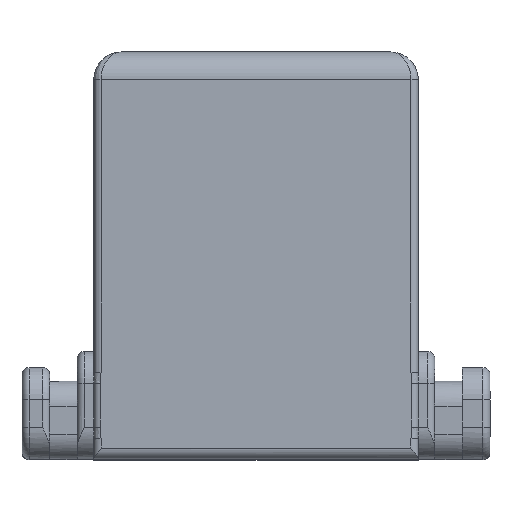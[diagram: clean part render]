
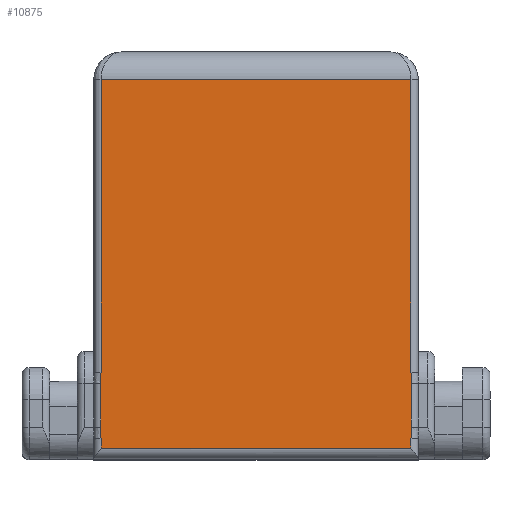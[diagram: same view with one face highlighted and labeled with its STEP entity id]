
A CAD part, top view. The second image highlights one B-rep face of the part: STEP entity #10875.
In plain terms, the highlighted face is planar.
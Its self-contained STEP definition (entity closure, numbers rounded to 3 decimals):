
#16 = ORIENTED_EDGE ( 'NONE', *, *, #4105, .T. ) ;
#33 = CARTESIAN_POINT ( 'NONE',  ( 2.811, 0., -8.89 ) ) ;
#44 = CARTESIAN_POINT ( 'NONE',  ( 0., 0., -8.89 ) ) ;
#100 = ORIENTED_EDGE ( 'NONE', *, *, #7442, .T. ) ;
#165 = B_SPLINE_CURVE_WITH_KNOTS ( 'NONE', 3,
 ( #2509, #6638, #5906, #1564, #4137, #4947, #10807, #8508, #3286, #5832 ),
 .UNSPECIFIED., .F., .F.,
 ( 4, 3, 3, 4 ),
 ( 0., 0., 0., 0. ),
 .UNSPECIFIED. ) ;
#339 = CARTESIAN_POINT ( 'NONE',  ( 2.811, -2.315, -8.89 ) ) ;
#408 = CARTESIAN_POINT ( 'NONE',  ( 2.805, -2.133, -8.89 ) ) ;
#413 = CARTESIAN_POINT ( 'NONE',  ( 2.805, -3.685, -8.89 ) ) ;
#513 = CARTESIAN_POINT ( 'NONE',  ( -2.805, -2.141, -8.89 ) ) ;
#579 = VERTEX_POINT ( 'NONE', #2433 ) ;
#872 = VERTEX_POINT ( 'NONE', #5028 ) ;
#1153 = CARTESIAN_POINT ( 'NONE',  ( 2.805, -3.31, -8.89 ) ) ;
#1257 = CARTESIAN_POINT ( 'NONE',  ( -2.811, -2.315, -8.89 ) ) ;
#1292 = CARTESIAN_POINT ( 'NONE',  ( -2.811, -2.262, -8.89 ) ) ;
#1443 = FACE_OUTER_BOUND ( 'NONE', #5956, .T. ) ;
#1564 = CARTESIAN_POINT ( 'NONE',  ( -2.805, -3.287, -8.89 ) ) ;
#1667 = ORIENTED_EDGE ( 'NONE', *, *, #5682, .T. ) ;
#1825 = VERTEX_POINT ( 'NONE', #4324 ) ;
#1835 = EDGE_CURVE ( 'NONE', #9330, #579, #8891, .T. ) ;
#1851 = CARTESIAN_POINT ( 'NONE',  ( -2.805, 3.185, -8.89 ) ) ;
#1913 = CARTESIAN_POINT ( 'NONE',  ( -2.805, 3.685, -8.89 ) ) ;
#1922 = VECTOR ( 'NONE', #3637, 1000. ) ;
#1978 = CARTESIAN_POINT ( 'NONE',  ( 2.805, -3.31, -8.89 ) ) ;
#2117 = CARTESIAN_POINT ( 'NONE',  ( 2.81, -2.283, -8.89 ) ) ;
#2144 = LINE ( 'NONE', #413, #10438 ) ;
#2348 = EDGE_CURVE ( 'NONE', #4804, #6693, #2144, .T. ) ;
#2433 = CARTESIAN_POINT ( 'NONE',  ( 2.811, -3.105, -8.89 ) ) ;
#2509 = CARTESIAN_POINT ( 'NONE',  ( -2.805, -3.31, -8.89 ) ) ;
#2549 = EDGE_CURVE ( 'NONE', #4173, #10196, #6381, .T. ) ;
#2624 = CARTESIAN_POINT ( 'NONE',  ( 2.808, -3.21, -8.89 ) ) ;
#2648 = VECTOR ( 'NONE', #2839, 1000. ) ;
#2704 = CARTESIAN_POINT ( 'NONE',  ( 2.805, -2.11, -8.89 ) ) ;
#2839 = DIRECTION ( 'NONE',  ( 1., 0., 0. ) ) ;
#2962 = CARTESIAN_POINT ( 'NONE',  ( 2.805, -3.294, -8.89 ) ) ;
#2998 = ORIENTED_EDGE ( 'NONE', *, *, #10103, .T. ) ;
#3016 = VERTEX_POINT ( 'NONE', #7733 ) ;
#3164 = CARTESIAN_POINT ( 'NONE',  ( 2.805, -2.11, -8.89 ) ) ;
#3286 = CARTESIAN_POINT ( 'NONE',  ( -2.811, -3.121, -8.89 ) ) ;
#3345 = B_SPLINE_CURVE_WITH_KNOTS ( 'NONE', 3,
 ( #2704, #4301, #7878, #408, #7953, #7140, #7991, #2117, #8731, #339 ),
 .UNSPECIFIED., .F., .F.,
 ( 4, 3, 3, 4 ),
 ( 0., 0., 0., 0. ),
 .UNSPECIFIED. ) ;
#3352 = ORIENTED_EDGE ( 'NONE', *, *, #2348, .T. ) ;
#3482 = CARTESIAN_POINT ( 'NONE',  ( 2.805, -3.279, -8.89 ) ) ;
#3637 = DIRECTION ( 'NONE',  ( 0., 1., 0. ) ) ;
#3861 = CARTESIAN_POINT ( 'NONE',  ( 2.805, -3.485, -8.89 ) ) ;
#3877 = CARTESIAN_POINT ( 'NONE',  ( -2.808, -2.21, -8.89 ) ) ;
#3902 = B_SPLINE_CURVE_WITH_KNOTS ( 'NONE', 3,
 ( #7843, #6179, #2624, #8556, #3482, #2962, #1978 ),
 .UNSPECIFIED., .F., .F.,
 ( 4, 3, 4 ),
 ( 0., 0., 0. ),
 .UNSPECIFIED. ) ;
#3921 = CARTESIAN_POINT ( 'NONE',  ( -2.811, 0., -8.89 ) ) ;
#3942 = CARTESIAN_POINT ( 'NONE',  ( -2.805, -2.11, -8.89 ) ) ;
#3998 = DIRECTION ( 'NONE',  ( 0., 1., 0. ) ) ;
#4100 = LINE ( 'NONE', #8712, #2648 ) ;
#4105 = EDGE_CURVE ( 'NONE', #579, #7427, #3902, .T. ) ;
#4137 = CARTESIAN_POINT ( 'NONE',  ( -2.806, -3.242, -8.89 ) ) ;
#4173 = VERTEX_POINT ( 'NONE', #5353 ) ;
#4301 = CARTESIAN_POINT ( 'NONE',  ( 2.805, -2.117, -8.89 ) ) ;
#4324 = CARTESIAN_POINT ( 'NONE',  ( -2.805, -3.485, -8.89 ) ) ;
#4489 = ORIENTED_EDGE ( 'NONE', *, *, #10051, .T. ) ;
#4684 = VERTEX_POINT ( 'NONE', #1851 ) ;
#4740 = CARTESIAN_POINT ( 'NONE',  ( -2.805, -2.11, -8.89 ) ) ;
#4804 = VERTEX_POINT ( 'NONE', #5528 ) ;
#4891 = LINE ( 'NONE', #10250, #9118 ) ;
#4947 = CARTESIAN_POINT ( 'NONE',  ( -2.809, -3.197, -8.89 ) ) ;
#4962 = ORIENTED_EDGE ( 'NONE', *, *, #6949, .T. ) ;
#5028 = CARTESIAN_POINT ( 'NONE',  ( -2.805, -3.31, -8.89 ) ) ;
#5101 = ORIENTED_EDGE ( 'NONE', *, *, #7695, .T. ) ;
#5104 = PLANE ( 'NONE',  #7968 ) ;
#5325 = ORIENTED_EDGE ( 'NONE', *, *, #6247, .T. ) ;
#5353 = CARTESIAN_POINT ( 'NONE',  ( -2.811, -2.315, -8.89 ) ) ;
#5417 = CARTESIAN_POINT ( 'NONE',  ( 2.805, -3.685, -8.89 ) ) ;
#5528 = CARTESIAN_POINT ( 'NONE',  ( 2.805, 3.185, -8.89 ) ) ;
#5595 = VECTOR ( 'NONE', #5757, 1000. ) ;
#5682 = EDGE_CURVE ( 'NONE', #6693, #9330, #3345, .T. ) ;
#5757 = DIRECTION ( 'NONE',  ( -1., 0., 0. ) ) ;
#5832 = CARTESIAN_POINT ( 'NONE',  ( -2.811, -3.105, -8.89 ) ) ;
#5906 = CARTESIAN_POINT ( 'NONE',  ( -2.805, -3.295, -8.89 ) ) ;
#5954 = DIRECTION ( 'NONE',  ( 1., 0., 0. ) ) ;
#5956 = EDGE_LOOP ( 'NONE', ( #4489, #2998, #3352, #1667, #10647, #16, #4962, #5101, #100, #5325, #7218, #7245 ) ) ;
#6115 = VECTOR ( 'NONE', #3998, 1000. ) ;
#6179 = CARTESIAN_POINT ( 'NONE',  ( 2.811, -3.158, -8.89 ) ) ;
#6247 = EDGE_CURVE ( 'NONE', #872, #3016, #165, .T. ) ;
#6254 = DIRECTION ( 'NONE',  ( 0., -1., 0. ) ) ;
#6381 = B_SPLINE_CURVE_WITH_KNOTS ( 'NONE', 3,
 ( #1257, #1292, #3877, #9917, #513, #8197, #3942 ),
 .UNSPECIFIED., .F., .F.,
 ( 4, 3, 4 ),
 ( 0., 0., 0. ),
 .UNSPECIFIED. ) ;
#6638 = CARTESIAN_POINT ( 'NONE',  ( -2.805, -3.303, -8.89 ) ) ;
#6693 = VERTEX_POINT ( 'NONE', #3164 ) ;
#6949 = EDGE_CURVE ( 'NONE', #7427, #8643, #10091, .T. ) ;
#7060 = LINE ( 'NONE', #7520, #5595 ) ;
#7140 = CARTESIAN_POINT ( 'NONE',  ( 2.809, -2.223, -8.89 ) ) ;
#7184 = VECTOR ( 'NONE', #9333, 1000. ) ;
#7218 = ORIENTED_EDGE ( 'NONE', *, *, #9276, .T. ) ;
#7245 = ORIENTED_EDGE ( 'NONE', *, *, #2549, .T. ) ;
#7427 = VERTEX_POINT ( 'NONE', #1153 ) ;
#7442 = EDGE_CURVE ( 'NONE', #1825, #872, #8397, .T. ) ;
#7520 = CARTESIAN_POINT ( 'NONE',  ( -2.805, -3.485, -8.89 ) ) ;
#7695 = EDGE_CURVE ( 'NONE', #8643, #1825, #7060, .T. ) ;
#7733 = CARTESIAN_POINT ( 'NONE',  ( -2.811, -3.105, -8.89 ) ) ;
#7843 = CARTESIAN_POINT ( 'NONE',  ( 2.811, -3.105, -8.89 ) ) ;
#7878 = CARTESIAN_POINT ( 'NONE',  ( 2.805, -2.125, -8.89 ) ) ;
#7953 = CARTESIAN_POINT ( 'NONE',  ( 2.806, -2.178, -8.89 ) ) ;
#7968 = AXIS2_PLACEMENT_3D ( 'NONE', #44, #8476, #5954 ) ;
#7991 = CARTESIAN_POINT ( 'NONE',  ( 2.81, -2.268, -8.89 ) ) ;
#8197 = CARTESIAN_POINT ( 'NONE',  ( -2.805, -2.126, -8.89 ) ) ;
#8397 = LINE ( 'NONE', #1913, #1922 ) ;
#8476 = DIRECTION ( 'NONE',  ( 0., 0., 1. ) ) ;
#8496 = DIRECTION ( 'NONE',  ( 0., 1., 0. ) ) ;
#8508 = CARTESIAN_POINT ( 'NONE',  ( -2.81, -3.137, -8.89 ) ) ;
#8556 = CARTESIAN_POINT ( 'NONE',  ( 2.806, -3.263, -8.89 ) ) ;
#8643 = VERTEX_POINT ( 'NONE', #3861 ) ;
#8712 = CARTESIAN_POINT ( 'NONE',  ( 2.805, 3.185, -8.89 ) ) ;
#8731 = CARTESIAN_POINT ( 'NONE',  ( 2.811, -2.299, -8.89 ) ) ;
#8891 = LINE ( 'NONE', #33, #7184 ) ;
#9118 = VECTOR ( 'NONE', #8496, 1000. ) ;
#9276 = EDGE_CURVE ( 'NONE', #3016, #4173, #9792, .T. ) ;
#9330 = VERTEX_POINT ( 'NONE', #10081 ) ;
#9333 = DIRECTION ( 'NONE',  ( 0., -1., 0. ) ) ;
#9792 = LINE ( 'NONE', #3921, #6115 ) ;
#9817 = VECTOR ( 'NONE', #10510, 1000. ) ;
#9917 = CARTESIAN_POINT ( 'NONE',  ( -2.806, -2.157, -8.89 ) ) ;
#10051 = EDGE_CURVE ( 'NONE', #10196, #4684, #4891, .T. ) ;
#10081 = CARTESIAN_POINT ( 'NONE',  ( 2.811, -2.315, -8.89 ) ) ;
#10091 = LINE ( 'NONE', #5417, #9817 ) ;
#10103 = EDGE_CURVE ( 'NONE', #4684, #4804, #4100, .T. ) ;
#10196 = VERTEX_POINT ( 'NONE', #4740 ) ;
#10250 = CARTESIAN_POINT ( 'NONE',  ( -2.805, 3.685, -8.89 ) ) ;
#10438 = VECTOR ( 'NONE', #6254, 1000. ) ;
#10510 = DIRECTION ( 'NONE',  ( 0., -1., 0. ) ) ;
#10647 = ORIENTED_EDGE ( 'NONE', *, *, #1835, .T. ) ;
#10807 = CARTESIAN_POINT ( 'NONE',  ( -2.81, -3.152, -8.89 ) ) ;
#10875 = ADVANCED_FACE ( 'NONE', ( #1443 ), #5104, .F. ) ;
